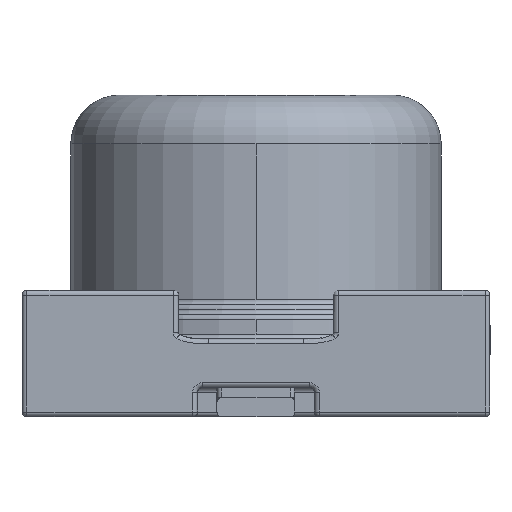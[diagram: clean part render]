
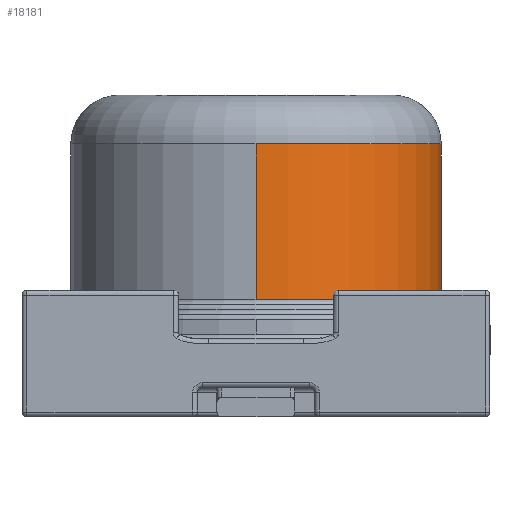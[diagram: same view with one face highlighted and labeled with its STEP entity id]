
A CAD part, left-side view. The second image highlights one B-rep face of the part: STEP entity #18181.
In plain terms, the highlighted cylindrical face has radius 1.9 mm (diameter 3.8 mm), a partial arc.
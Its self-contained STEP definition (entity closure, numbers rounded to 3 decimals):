
#4 = DIRECTION ( 'NONE',  ( 1., 0., 0. ) ) ;
#1370 = CIRCLE ( 'NONE', #24746, 1.9 ) ;
#1512 = VECTOR ( 'NONE', #19081, 1000. ) ;
#1929 = VECTOR ( 'NONE', #2285, 1000. ) ;
#2285 = DIRECTION ( 'NONE',  ( 0., 0., -1. ) ) ;
#3128 = VERTEX_POINT ( 'NONE', #6011 ) ;
#4434 = CARTESIAN_POINT ( 'NONE',  ( -5.3, 0., 2. ) ) ;
#6011 = CARTESIAN_POINT ( 'NONE',  ( -3.4, -1.9, -0.1 ) ) ;
#6203 = DIRECTION ( 'NONE',  ( 1., 0., 0. ) ) ;
#6806 = DIRECTION ( 'NONE',  ( -1., 0., 0. ) ) ;
#7876 = ORIENTED_EDGE ( 'NONE', *, *, #9208, .T. ) ;
#9208 = EDGE_CURVE ( 'NONE', #23096, #22168, #18743, .T. ) ;
#9333 = AXIS2_PLACEMENT_3D ( 'NONE', #19842, #15814, #6203 ) ;
#9609 = LINE ( 'NONE', #23307, #1512 ) ;
#9770 = EDGE_LOOP ( 'NONE', ( #13082, #7876, #11901, #15599 ) ) ;
#11183 = CARTESIAN_POINT ( 'NONE',  ( -3.4, -1.9, 1.5 ) ) ;
#11901 = ORIENTED_EDGE ( 'NONE', *, *, #14627, .T. ) ;
#13082 = ORIENTED_EDGE ( 'NONE', *, *, #17361, .T. ) ;
#13473 = CARTESIAN_POINT ( 'NONE',  ( -3.4, 0., -0.1 ) ) ;
#14119 = CYLINDRICAL_SURFACE ( 'NONE', #21012, 1.9 ) ;
#14627 = EDGE_CURVE ( 'NONE', #22168, #3128, #1370, .T. ) ;
#15599 = ORIENTED_EDGE ( 'NONE', *, *, #22356, .F. ) ;
#15814 = DIRECTION ( 'NONE',  ( 0., 0., -1. ) ) ;
#16418 = CARTESIAN_POINT ( 'NONE',  ( -3.4, 0., 2. ) ) ;
#16899 = CARTESIAN_POINT ( 'NONE',  ( -5.3, 0., 1.5 ) ) ;
#17361 = EDGE_CURVE ( 'NONE', #23918, #23096, #17825, .T. ) ;
#17680 = DIRECTION ( 'NONE',  ( 0., 0., 1. ) ) ;
#17825 = CIRCLE ( 'NONE', #9333, 1.9 ) ;
#18181 = ADVANCED_FACE ( 'NONE', ( #22067 ), #14119, .T. ) ;
#18436 = DIRECTION ( 'NONE',  ( 0., 0., -1. ) ) ;
#18743 = LINE ( 'NONE', #4434, #1929 ) ;
#19081 = DIRECTION ( 'NONE',  ( 0., 0., -1. ) ) ;
#19842 = CARTESIAN_POINT ( 'NONE',  ( -3.4, 0., 1.5 ) ) ;
#21012 = AXIS2_PLACEMENT_3D ( 'NONE', #16418, #18436, #6806 ) ;
#22067 = FACE_OUTER_BOUND ( 'NONE', #9770, .T. ) ;
#22168 = VERTEX_POINT ( 'NONE', #23206 ) ;
#22356 = EDGE_CURVE ( 'NONE', #23918, #3128, #9609, .T. ) ;
#23096 = VERTEX_POINT ( 'NONE', #16899 ) ;
#23206 = CARTESIAN_POINT ( 'NONE',  ( -5.3, 0., -0.1 ) ) ;
#23307 = CARTESIAN_POINT ( 'NONE',  ( -3.4, -1.9, 2. ) ) ;
#23918 = VERTEX_POINT ( 'NONE', #11183 ) ;
#24746 = AXIS2_PLACEMENT_3D ( 'NONE', #13473, #17680, #4 ) ;
